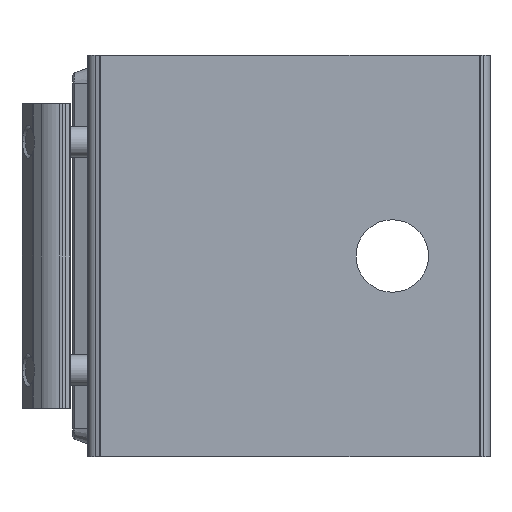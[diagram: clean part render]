
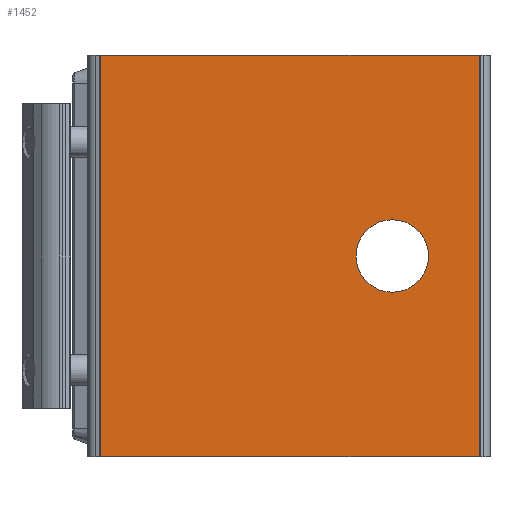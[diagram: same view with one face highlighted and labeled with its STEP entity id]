
A CAD part, front view. The second image highlights one B-rep face of the part: STEP entity #1452.
In plain terms, the highlighted planar face has unit normal (0, -1, 0).
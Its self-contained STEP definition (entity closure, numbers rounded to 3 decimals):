
#407 = ORIENTED_EDGE ( 'NONE', *, *, #5472, .T. ) ;
#438 = DIRECTION ( 'NONE',  ( -1., 0., 0. ) ) ;
#692 = VECTOR ( 'NONE', #5121, 1000. ) ;
#978 = DIRECTION ( 'NONE',  ( -1., 0., 0. ) ) ;
#1152 = EDGE_CURVE ( 'NONE', #2716, #7773, #7875, .T. ) ;
#1162 = ORIENTED_EDGE ( 'NONE', *, *, #10095, .T. ) ;
#1452 = ADVANCED_FACE ( 'NONE', ( #9853, #11335 ), #8530, .F. ) ;
#2014 = VECTOR ( 'NONE', #978, 1000. ) ;
#2047 = DIRECTION ( 'NONE',  ( 0., 0., -1. ) ) ;
#2355 = CARTESIAN_POINT ( 'NONE',  ( 77.124, -0.25, -79. ) ) ;
#2716 = VERTEX_POINT ( 'NONE', #7717 ) ;
#2862 = LINE ( 'NONE', #11974, #7666 ) ;
#3284 = LINE ( 'NONE', #2355, #692 ) ;
#3510 = ORIENTED_EDGE ( 'NONE', *, *, #9648, .F. ) ;
#3535 = DIRECTION ( 'NONE',  ( 0., 1., 0. ) ) ;
#4254 = VERTEX_POINT ( 'NONE', #7835 ) ;
#4285 = DIRECTION ( 'NONE',  ( 0., -1., 0. ) ) ;
#4329 = ORIENTED_EDGE ( 'NONE', *, *, #1152, .T. ) ;
#4386 = CIRCLE ( 'NONE', #10409, 7.144 ) ;
#4613 = VERTEX_POINT ( 'NONE', #11228 ) ;
#4649 = CARTESIAN_POINT ( 'NONE',  ( -3.75, -0.25, -79. ) ) ;
#5022 = CARTESIAN_POINT ( 'NONE',  ( 60., -0.25, -39.5 ) ) ;
#5052 = DIRECTION ( 'NONE',  ( 0., 0., -1. ) ) ;
#5121 = DIRECTION ( 'NONE',  ( 0., 0., 1. ) ) ;
#5441 = DIRECTION ( 'NONE',  ( 0., 0., 1. ) ) ;
#5472 = EDGE_CURVE ( 'NONE', #7773, #4254, #2862, .T. ) ;
#5678 = DIRECTION ( 'NONE',  ( 0., -1., 0. ) ) ;
#5956 = CIRCLE ( 'NONE', #9829, 7.144 ) ;
#6311 = LINE ( 'NONE', #4649, #2014 ) ;
#6461 = CARTESIAN_POINT ( 'NONE',  ( 60., -0.25, -46.644 ) ) ;
#6543 = VECTOR ( 'NONE', #438, 1000. ) ;
#6699 = EDGE_LOOP ( 'NONE', ( #3510, #11071 ) ) ;
#6780 = VERTEX_POINT ( 'NONE', #6461 ) ;
#6965 = CARTESIAN_POINT ( 'NONE',  ( 60., -0.25, -39.5 ) ) ;
#7120 = EDGE_LOOP ( 'NONE', ( #407, #9999, #1162, #4329 ) ) ;
#7163 = CARTESIAN_POINT ( 'NONE',  ( 60., -0.25, -32.356 ) ) ;
#7339 = DIRECTION ( 'NONE',  ( 0., 0., -1. ) ) ;
#7666 = VECTOR ( 'NONE', #7339, 1000. ) ;
#7717 = CARTESIAN_POINT ( 'NONE',  ( 77.124, -0.25, 0. ) ) ;
#7773 = VERTEX_POINT ( 'NONE', #11557 ) ;
#7835 = CARTESIAN_POINT ( 'NONE',  ( 2.543, -0.25, -79. ) ) ;
#7875 = LINE ( 'NONE', #8767, #6543 ) ;
#8229 = VERTEX_POINT ( 'NONE', #7163 ) ;
#8392 = EDGE_CURVE ( 'NONE', #4613, #4254, #6311, .T. ) ;
#8530 = PLANE ( 'NONE',  #9263 ) ;
#8767 = CARTESIAN_POINT ( 'NONE',  ( -3.75, -0.25, 0. ) ) ;
#8983 = CARTESIAN_POINT ( 'NONE',  ( -3.75, -0.25, -79. ) ) ;
#9202 = EDGE_CURVE ( 'NONE', #8229, #6780, #4386, .T. ) ;
#9263 = AXIS2_PLACEMENT_3D ( 'NONE', #8983, #3535, #5441 ) ;
#9648 = EDGE_CURVE ( 'NONE', #6780, #8229, #5956, .T. ) ;
#9829 = AXIS2_PLACEMENT_3D ( 'NONE', #6965, #4285, #5052 ) ;
#9853 = FACE_BOUND ( 'NONE', #6699, .T. ) ;
#9999 = ORIENTED_EDGE ( 'NONE', *, *, #8392, .F. ) ;
#10095 = EDGE_CURVE ( 'NONE', #4613, #2716, #3284, .T. ) ;
#10409 = AXIS2_PLACEMENT_3D ( 'NONE', #5022, #5678, #2047 ) ;
#11071 = ORIENTED_EDGE ( 'NONE', *, *, #9202, .F. ) ;
#11228 = CARTESIAN_POINT ( 'NONE',  ( 77.124, -0.25, -79. ) ) ;
#11335 = FACE_OUTER_BOUND ( 'NONE', #7120, .T. ) ;
#11557 = CARTESIAN_POINT ( 'NONE',  ( 2.543, -0.25, 0. ) ) ;
#11974 = CARTESIAN_POINT ( 'NONE',  ( 2.543, -0.25, -79. ) ) ;
